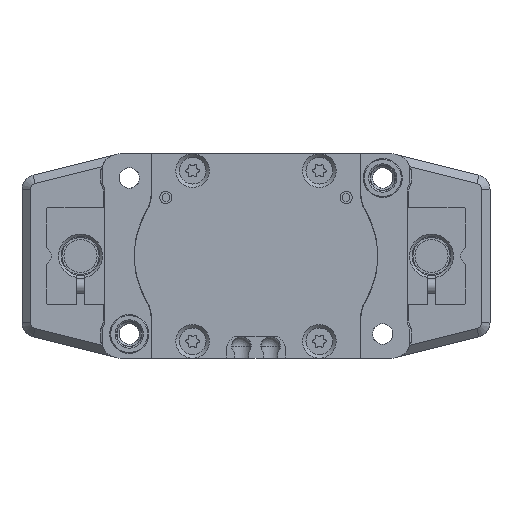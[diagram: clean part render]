
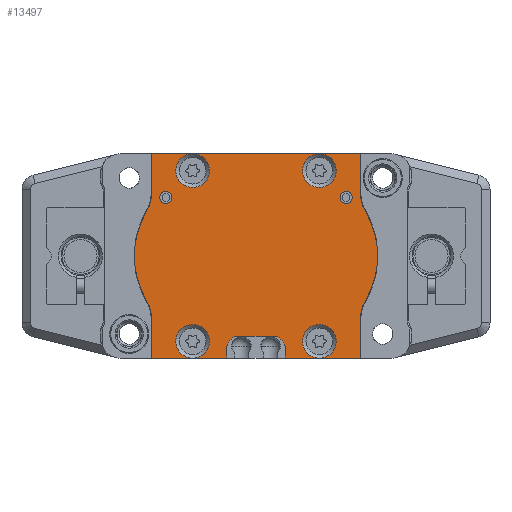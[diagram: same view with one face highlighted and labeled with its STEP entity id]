
A CAD part, front view. The second image highlights one B-rep face of the part: STEP entity #13497.
In plain terms, the highlighted planar face has unit normal (0, -1, 0).
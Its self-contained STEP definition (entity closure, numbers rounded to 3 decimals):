
#790=LINE('',#26429,#1860);
#792=LINE('',#26433,#1862);
#793=LINE('',#26435,#1863);
#795=LINE('',#26439,#1865);
#798=LINE('',#26447,#1868);
#801=LINE('',#26455,#1871);
#803=LINE('',#26459,#1873);
#804=LINE('',#26461,#1874);
#806=LINE('',#26465,#1876);
#811=LINE('',#26481,#1881);
#813=LINE('',#26485,#1883);
#814=LINE('',#26487,#1884);
#815=LINE('',#26489,#1885);
#817=LINE('',#26493,#1887);
#1860=VECTOR('',#22058,1000.);
#1862=VECTOR('',#22062,1000.);
#1863=VECTOR('',#22063,1000.);
#1865=VECTOR('',#22067,1000.);
#1868=VECTOR('',#22076,1000.);
#1871=VECTOR('',#22085,1000.);
#1873=VECTOR('',#22089,1000.);
#1874=VECTOR('',#22090,1000.);
#1876=VECTOR('',#22094,1000.);
#1881=VECTOR('',#22113,1000.);
#1883=VECTOR('',#22117,1000.);
#1884=VECTOR('',#22118,1000.);
#1885=VECTOR('',#22119,1000.);
#1887=VECTOR('',#22123,1000.);
#2598=PLANE('',#18660);
#5653=ORIENTED_EDGE('',*,*,#8134,.F.);
#5654=ORIENTED_EDGE('',*,*,#8154,.F.);
#5655=ORIENTED_EDGE('',*,*,#8133,.F.);
#5656=ORIENTED_EDGE('',*,*,#8136,.F.);
#5657=ORIENTED_EDGE('',*,*,#8138,.T.);
#5658=ORIENTED_EDGE('',*,*,#8140,.F.);
#5659=ORIENTED_EDGE('',*,*,#8142,.T.);
#5660=ORIENTED_EDGE('',*,*,#8144,.F.);
#5661=ORIENTED_EDGE('',*,*,#8148,.F.);
#5662=ORIENTED_EDGE('',*,*,#8155,.F.);
#5663=ORIENTED_EDGE('',*,*,#8147,.F.);
#5664=ORIENTED_EDGE('',*,*,#8156,.F.);
#5665=ORIENTED_EDGE('',*,*,#8146,.F.);
#5666=ORIENTED_EDGE('',*,*,#8150,.F.);
#5667=ORIENTED_EDGE('',*,*,#8152,.T.);
#5668=ORIENTED_EDGE('',*,*,#8153,.F.);
#5669=ORIENTED_EDGE('',*,*,#8115,.T.);
#5670=ORIENTED_EDGE('',*,*,#8118,.F.);
#5671=ORIENTED_EDGE('',*,*,#8121,.F.);
#5672=ORIENTED_EDGE('',*,*,#8157,.F.);
#5673=ORIENTED_EDGE('',*,*,#8120,.F.);
#5674=ORIENTED_EDGE('',*,*,#8123,.F.);
#5675=ORIENTED_EDGE('',*,*,#8125,.T.);
#5676=ORIENTED_EDGE('',*,*,#8127,.F.);
#5677=ORIENTED_EDGE('',*,*,#8129,.T.);
#5678=ORIENTED_EDGE('',*,*,#8131,.F.);
#5679=ORIENTED_EDGE('',*,*,#8158,.F.);
#5680=ORIENTED_EDGE('',*,*,#8159,.F.);
#8115=EDGE_CURVE('',#9632,#9631,#10506,.T.);
#8118=EDGE_CURVE('',#9633,#9631,#790,.T.);
#8120=EDGE_CURVE('',#9634,#9635,#792,.T.);
#8121=EDGE_CURVE('',#9635,#9633,#793,.T.);
#8123=EDGE_CURVE('',#9636,#9634,#795,.T.);
#8125=EDGE_CURVE('',#9636,#9637,#10507,.T.);
#8127=EDGE_CURVE('',#9638,#9637,#798,.T.);
#8129=EDGE_CURVE('',#9638,#9639,#10508,.T.);
#8131=EDGE_CURVE('',#9640,#9639,#801,.T.);
#8133=EDGE_CURVE('',#9641,#9642,#803,.T.);
#8134=EDGE_CURVE('',#9642,#9640,#804,.T.);
#8136=EDGE_CURVE('',#9643,#9641,#806,.T.);
#8138=EDGE_CURVE('',#9643,#9644,#10509,.T.);
#8140=EDGE_CURVE('',#9645,#9644,#10510,.T.);
#8142=EDGE_CURVE('',#9645,#9646,#10511,.T.);
#8144=EDGE_CURVE('',#9647,#9646,#811,.T.);
#8146=EDGE_CURVE('',#9648,#9649,#813,.T.);
#8147=EDGE_CURVE('',#9649,#9650,#814,.T.);
#8148=EDGE_CURVE('',#9650,#9647,#815,.T.);
#8150=EDGE_CURVE('',#9651,#9648,#817,.T.);
#8152=EDGE_CURVE('',#9651,#9652,#10512,.T.);
#8153=EDGE_CURVE('',#9632,#9652,#10513,.T.);
#8154=EDGE_CURVE('',#9642,#9642,#10514,.F.);
#8155=EDGE_CURVE('',#9650,#9650,#10515,.F.);
#8156=EDGE_CURVE('',#9649,#9649,#10516,.F.);
#8157=EDGE_CURVE('',#9635,#9635,#10517,.F.);
#8158=EDGE_CURVE('',#9653,#9653,#10518,.T.);
#8159=EDGE_CURVE('',#9654,#9654,#10519,.T.);
#9631=VERTEX_POINT('',#26422);
#9632=VERTEX_POINT('',#26424);
#9633=VERTEX_POINT('',#26428);
#9634=VERTEX_POINT('',#26432);
#9635=VERTEX_POINT('',#26434);
#9636=VERTEX_POINT('',#26438);
#9637=VERTEX_POINT('',#26442);
#9638=VERTEX_POINT('',#26446);
#9639=VERTEX_POINT('',#26450);
#9640=VERTEX_POINT('',#26454);
#9641=VERTEX_POINT('',#26458);
#9642=VERTEX_POINT('',#26460);
#9643=VERTEX_POINT('',#26464);
#9644=VERTEX_POINT('',#26468);
#9645=VERTEX_POINT('',#26472);
#9646=VERTEX_POINT('',#26476);
#9647=VERTEX_POINT('',#26480);
#9648=VERTEX_POINT('',#26484);
#9649=VERTEX_POINT('',#26486);
#9650=VERTEX_POINT('',#26488);
#9651=VERTEX_POINT('',#26492);
#9652=VERTEX_POINT('',#26496);
#9653=VERTEX_POINT('',#26506);
#9654=VERTEX_POINT('',#26508);
#10506=CIRCLE('',#18635,6.);
#10507=CIRCLE('',#18640,2.5);
#10508=CIRCLE('',#18643,2.5);
#10509=CIRCLE('',#18648,6.);
#10510=CIRCLE('',#18650,18.35);
#10511=CIRCLE('',#18652,6.);
#10512=CIRCLE('',#18657,6.);
#10513=CIRCLE('',#18659,18.35);
#10514=CIRCLE('',#18661,3.45);
#10515=CIRCLE('',#18662,3.45);
#10516=CIRCLE('',#18663,3.45);
#10517=CIRCLE('',#18664,3.45);
#10518=CIRCLE('',#18665,1.25);
#10519=CIRCLE('',#18666,1.25);
#11420=EDGE_LOOP('',(#5653,#5654,#5655,#5656,#5657,#5658,#5659,#5660,#5661,
#5662,#5663,#5664,#5665,#5666,#5667,#5668,#5669,#5670,#5671,#5672,#5673,
#5674,#5675,#5676,#5677,#5678));
#11421=EDGE_LOOP('',(#5679));
#11422=EDGE_LOOP('',(#5680));
#12534=FACE_BOUND('',#11420,.T.);
#12535=FACE_BOUND('',#11421,.T.);
#12536=FACE_BOUND('',#11422,.T.);
#13497=ADVANCED_FACE('',(#12534,#12535,#12536),#2598,.F.);
#18635=AXIS2_PLACEMENT_3D('',#26423,#22052,#22053);
#18640=AXIS2_PLACEMENT_3D('',#26443,#22071,#22072);
#18643=AXIS2_PLACEMENT_3D('',#26451,#22080,#22081);
#18648=AXIS2_PLACEMENT_3D('',#26469,#22098,#22099);
#18650=AXIS2_PLACEMENT_3D('',#26473,#22103,#22104);
#18652=AXIS2_PLACEMENT_3D('',#26477,#22108,#22109);
#18657=AXIS2_PLACEMENT_3D('',#26497,#22127,#22128);
#18659=AXIS2_PLACEMENT_3D('',#26499,#22131,#22132);
#18660=AXIS2_PLACEMENT_3D('',#26500,#22133,#22134);
#18661=AXIS2_PLACEMENT_3D('',#26501,#22135,#22136);
#18662=AXIS2_PLACEMENT_3D('',#26502,#22137,#22138);
#18663=AXIS2_PLACEMENT_3D('',#26503,#22139,#22140);
#18664=AXIS2_PLACEMENT_3D('',#26504,#22141,#22142);
#18665=AXIS2_PLACEMENT_3D('',#26505,#22143,#22144);
#18666=AXIS2_PLACEMENT_3D('',#26507,#22145,#22146);
#22052=DIRECTION('',(0.,1.,0.));
#22053=DIRECTION('',(1.,0.,0.));
#22058=DIRECTION('',(0.,0.,1.));
#22062=DIRECTION('',(-1.,0.,0.));
#22063=DIRECTION('',(-1.,0.,0.));
#22067=DIRECTION('',(0.,0.,-1.));
#22071=DIRECTION('',(0.,1.,0.));
#22072=DIRECTION('',(1.,0.,0.));
#22076=DIRECTION('',(-1.,0.,0.));
#22080=DIRECTION('',(0.,1.,0.));
#22081=DIRECTION('',(1.,0.,0.));
#22085=DIRECTION('',(0.,0.,1.));
#22089=DIRECTION('',(-1.,0.,0.));
#22090=DIRECTION('',(-1.,0.,0.));
#22094=DIRECTION('',(0.,0.,-1.));
#22098=DIRECTION('',(0.,1.,0.));
#22099=DIRECTION('',(1.,0.,0.));
#22103=DIRECTION('',(0.,1.,0.));
#22104=DIRECTION('',(1.,0.,0.));
#22108=DIRECTION('',(0.,1.,0.));
#22109=DIRECTION('',(1.,0.,0.));
#22113=DIRECTION('',(0.,0.,-1.));
#22117=DIRECTION('',(1.,0.,0.));
#22118=DIRECTION('',(1.,0.,0.));
#22119=DIRECTION('',(1.,0.,0.));
#22123=DIRECTION('',(0.,0.,1.));
#22127=DIRECTION('',(0.,1.,0.));
#22128=DIRECTION('',(1.,0.,0.));
#22131=DIRECTION('',(0.,1.,0.));
#22132=DIRECTION('',(1.,0.,0.));
#22133=DIRECTION('',(0.,1.,0.));
#22134=DIRECTION('',(0.,0.,1.));
#22135=DIRECTION('',(0.,1.,0.));
#22136=DIRECTION('',(0.,0.,1.));
#22137=DIRECTION('',(0.,1.,0.));
#22138=DIRECTION('',(0.,0.,1.));
#22139=DIRECTION('',(0.,1.,0.));
#22140=DIRECTION('',(0.,0.,1.));
#22141=DIRECTION('',(0.,1.,0.));
#22142=DIRECTION('',(0.,0.,1.));
#22143=DIRECTION('',(0.,-1.,0.));
#22144=DIRECTION('',(0.,0.,-1.));
#22145=DIRECTION('',(0.,-1.,0.));
#22146=DIRECTION('',(0.,0.,-1.));
#26422=CARTESIAN_POINT('',(-21.45,-47.95,-12.578));
#26423=CARTESIAN_POINT('',(-27.45,-47.95,-12.578));
#26424=CARTESIAN_POINT('',(-22.312,-47.95,-9.479));
#26428=CARTESIAN_POINT('',(-21.45,-47.95,-20.95));
#26429=CARTESIAN_POINT('',(-21.45,-47.95,-20.95));
#26432=CARTESIAN_POINT('',(-6.,-47.95,-20.95));
#26433=CARTESIAN_POINT('',(-6.,-47.95,-20.95));
#26434=CARTESIAN_POINT('',(-13.,-47.95,-20.95));
#26435=CARTESIAN_POINT('',(-6.,-47.95,-20.95));
#26438=CARTESIAN_POINT('',(-6.,-47.95,-18.95));
#26439=CARTESIAN_POINT('',(-6.,-47.95,-18.95));
#26442=CARTESIAN_POINT('',(-3.5,-47.95,-16.45));
#26443=CARTESIAN_POINT('',(-3.5,-47.95,-18.95));
#26446=CARTESIAN_POINT('',(3.5,-47.95,-16.45));
#26447=CARTESIAN_POINT('',(3.5,-47.95,-16.45));
#26450=CARTESIAN_POINT('',(6.,-47.95,-18.95));
#26451=CARTESIAN_POINT('',(3.5,-47.95,-18.95));
#26454=CARTESIAN_POINT('',(6.,-47.95,-20.95));
#26455=CARTESIAN_POINT('',(6.,-47.95,-20.95));
#26458=CARTESIAN_POINT('',(21.45,-47.95,-20.95));
#26459=CARTESIAN_POINT('',(21.45,-47.95,-20.95));
#26460=CARTESIAN_POINT('',(13.,-47.95,-20.95));
#26461=CARTESIAN_POINT('',(21.45,-47.95,-20.95));
#26464=CARTESIAN_POINT('',(21.45,-47.95,-12.578));
#26465=CARTESIAN_POINT('',(21.45,-47.95,-12.578));
#26468=CARTESIAN_POINT('',(22.312,-47.95,-9.479));
#26469=CARTESIAN_POINT('',(27.45,-47.95,-12.578));
#26472=CARTESIAN_POINT('',(22.312,-47.95,9.479));
#26473=CARTESIAN_POINT('',(6.6,-47.95,0.));
#26476=CARTESIAN_POINT('',(21.45,-47.95,12.578));
#26477=CARTESIAN_POINT('',(27.45,-47.95,12.578));
#26480=CARTESIAN_POINT('',(21.45,-47.95,20.95));
#26481=CARTESIAN_POINT('',(21.45,-47.95,20.95));
#26484=CARTESIAN_POINT('',(-21.45,-47.95,20.95));
#26485=CARTESIAN_POINT('',(-21.45,-47.95,20.95));
#26486=CARTESIAN_POINT('',(-13.,-47.95,20.95));
#26487=CARTESIAN_POINT('',(-21.45,-47.95,20.95));
#26488=CARTESIAN_POINT('',(13.,-47.95,20.95));
#26489=CARTESIAN_POINT('',(-21.45,-47.95,20.95));
#26492=CARTESIAN_POINT('',(-21.45,-47.95,12.578));
#26493=CARTESIAN_POINT('',(-21.45,-47.95,12.578));
#26496=CARTESIAN_POINT('',(-22.312,-47.95,9.479));
#26497=CARTESIAN_POINT('',(-27.45,-47.95,12.578));
#26499=CARTESIAN_POINT('',(-6.6,-47.95,0.));
#26500=CARTESIAN_POINT('',(-27.45,-47.95,-12.578));
#26501=CARTESIAN_POINT('',(13.,-47.95,-17.5));
#26502=CARTESIAN_POINT('',(13.,-47.95,17.5));
#26503=CARTESIAN_POINT('',(-13.,-47.95,17.5));
#26504=CARTESIAN_POINT('',(-13.,-47.95,-17.5));
#26505=CARTESIAN_POINT('',(18.5,-47.95,12.));
#26506=CARTESIAN_POINT('',(18.5,-47.95,10.75));
#26507=CARTESIAN_POINT('',(-18.5,-47.95,12.));
#26508=CARTESIAN_POINT('',(-18.5,-47.95,10.75));
